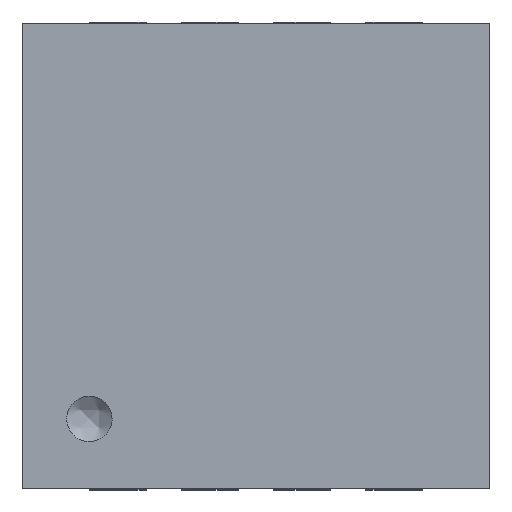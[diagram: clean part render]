
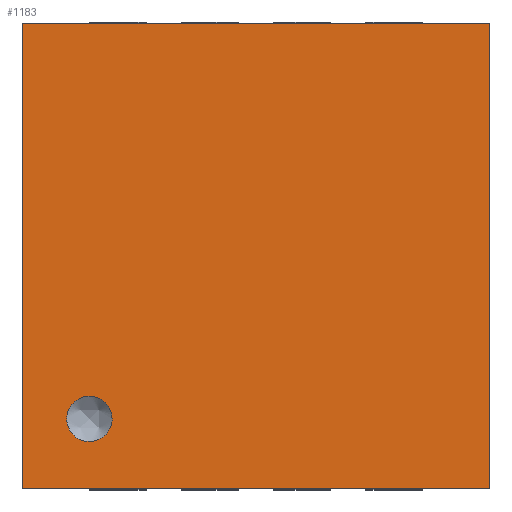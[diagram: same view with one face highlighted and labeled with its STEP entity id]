
A CAD part, top view. The second image highlights one B-rep face of the part: STEP entity #1183.
In plain terms, the highlighted planar face has unit normal (0, 0, 1).
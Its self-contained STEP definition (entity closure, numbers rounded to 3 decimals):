
#9 = CARTESIAN_POINT ( 'NONE',  ( -0.16, 0.5, 0.8 ) ) ;
#14 = CARTESIAN_POINT ( 'NONE',  ( 0.024, 0.659, 0.8 ) ) ;
#21 = CARTESIAN_POINT ( 'NONE',  ( 2.825, 0.01, 0.8 ) ) ;
#28 = CARTESIAN_POINT ( 'NONE',  ( 0.1, 0.626, 0.8 ) ) ;
#34 = VECTOR ( 'NONE', #3159, 1000. ) ;
#73 = DIRECTION ( 'NONE',  ( 0., 0., -1. ) ) ;
#135 = VERTEX_POINT ( 'NONE', #612 ) ;
#158 = LINE ( 'NONE', #1950, #163 ) ;
#159 = CARTESIAN_POINT ( 'NONE',  ( 0.019, 0.34, 0.8 ) ) ;
#163 = VECTOR ( 'NONE', #2167, 1000. ) ;
#175 = CARTESIAN_POINT ( 'NONE',  ( 0.054, 0.348, 0.8 ) ) ;
#181 = CARTESIAN_POINT ( 'NONE',  ( 2.825, 3.29, 0.8 ) ) ;
#259 = CARTESIAN_POINT ( 'NONE',  ( 0.053, 0.652, 0.8 ) ) ;
#274 = CARTESIAN_POINT ( 'NONE',  ( 0.07, 0.645, 0.8 ) ) ;
#322 = CARTESIAN_POINT ( 'NONE',  ( -0.16, 0.5, 0.8 ) ) ;
#338 = CARTESIAN_POINT ( 'NONE',  ( -0.144, 0.43, 0.8 ) ) ;
#386 = DIRECTION ( 'NONE',  ( -1., 0., 0. ) ) ;
#395 = CARTESIAN_POINT ( 'NONE',  ( 0.16, 0.518, 0.8 ) ) ;
#507 = CARTESIAN_POINT ( 'NONE',  ( -0.07, 0.645, 0.8 ) ) ;
#524 = CARTESIAN_POINT ( 'NONE',  ( -0.16, 0.5, 0.8 ) ) ;
#603 = CARTESIAN_POINT ( 'NONE',  ( -0.113, 0.386, 0.8 ) ) ;
#612 = CARTESIAN_POINT ( 'NONE',  ( 0.16, 0.5, 0.8 ) ) ;
#698 = CARTESIAN_POINT ( 'NONE',  ( 0.157, 0.465, 0.8 ) ) ;
#771 = CARTESIAN_POINT ( 'NONE',  ( -0.156, 0.535, 0.8 ) ) ;
#786 = CARTESIAN_POINT ( 'NONE',  ( -0.018, 0.66, 0.8 ) ) ;
#832 = CARTESIAN_POINT ( 'NONE',  ( -0.16, 0.494, 0.8 ) ) ;
#837 = ORIENTED_EDGE ( 'NONE', *, *, #2709, .T. ) ;
#900 = CARTESIAN_POINT ( 'NONE',  ( -0.017, 0.341, 0.8 ) ) ;
#905 = CARTESIAN_POINT ( 'NONE',  ( 0.145, 0.57, 0.8 ) ) ;
#942 = CARTESIAN_POINT ( 'NONE',  ( -0.069, 0.355, 0.8 ) ) ;
#1013 = CARTESIAN_POINT ( 'NONE',  ( -0.086, 0.636, 0.8 ) ) ;
#1031 = CARTESIAN_POINT ( 'NONE',  ( 0.085, 0.636, 0.8 ) ) ;
#1037 = ORIENTED_EDGE ( 'NONE', *, *, #1088, .F. ) ;
#1070 = DIRECTION ( 'NONE',  ( -1., 0., 0. ) ) ;
#1087 = VERTEX_POINT ( 'NONE', #2374 ) ;
#1088 = EDGE_CURVE ( 'NONE', #135, #1140, #2266, .T. ) ;
#1089 = FACE_BOUND ( 'NONE', #3133, .T. ) ;
#1092 = CARTESIAN_POINT ( 'NONE',  ( -0.152, 0.446, 0.8 ) ) ;
#1113 = CARTESIAN_POINT ( 'NONE',  ( 0.157, 0.536, 0.8 ) ) ;
#1140 = VERTEX_POINT ( 'NONE', #9 ) ;
#1143 = CARTESIAN_POINT ( 'NONE',  ( 0.137, 0.416, 0.8 ) ) ;
#1167 = LINE ( 'NONE', #181, #1376 ) ;
#1175 = CARTESIAN_POINT ( 'NONE',  ( 0.152, 0.449, 0.8 ) ) ;
#1180 = ORIENTED_EDGE ( 'NONE', *, *, #1288, .F. ) ;
#1183 = ADVANCED_FACE ( 'NONE', ( #2554, #1089 ), #2825, .F. ) ;
#1259 = CARTESIAN_POINT ( 'NONE',  ( -0.126, 0.6, 0.8 ) ) ;
#1276 = CARTESIAN_POINT ( 'NONE',  ( 0.114, 0.614, 0.8 ) ) ;
#1288 = EDGE_CURVE ( 'NONE', #1140, #135, #1566, .T. ) ;
#1299 = VERTEX_POINT ( 'NONE', #2142 ) ;
#1334 = CARTESIAN_POINT ( 'NONE',  ( -0.475, 0.01, 0.8 ) ) ;
#1376 = VECTOR ( 'NONE', #386, 1000. ) ;
#1441 = CARTESIAN_POINT ( 'NONE',  ( 0.115, 0.387, 0.8 ) ) ;
#1497 = DIRECTION ( 'NONE',  ( 0., 1., 0. ) ) ;
#1501 = VERTEX_POINT ( 'NONE', #2645 ) ;
#1507 = CARTESIAN_POINT ( 'NONE',  ( 0.035, 0.656, 0.8 ) ) ;
#1522 = CARTESIAN_POINT ( 'NONE',  ( 0.136, 0.586, 0.8 ) ) ;
#1527 = VERTEX_POINT ( 'NONE', #2195 ) ;
#1566 = B_SPLINE_CURVE_WITH_KNOTS ( 'NONE', 3,
 ( #322, #832, #1842, #2339, #2584, #1092, #338, #2093, #1860, #603, #1607, #2602, #942, #1952, #2462, #900, #2697, #159, #2201, #175, #2187, #2405, #2682, #1441, #2941, #1143, #2155, #1175, #698, #2957, #3170 ),
 .UNSPECIFIED., .F., .F.,
 ( 4, 3, 3, 3, 3, 3, 3, 3, 3, 3, 4 ),
 ( 0.001, 0.001, 0.001, 0.001, 0.001, 0.001, 0.001, 0.001, 0.001, 0.001, 0.001 ),
 .UNSPECIFIED. ) ;
#1570 = EDGE_CURVE ( 'NONE', #1501, #1527, #2743, .T. ) ;
#1607 = CARTESIAN_POINT ( 'NONE',  ( -0.1, 0.374, 0.8 ) ) ;
#1744 = AXIS2_PLACEMENT_3D ( 'NONE', #1334, #73, #1070 ) ;
#1759 = CARTESIAN_POINT ( 'NONE',  ( -0.053, 0.651, 0.8 ) ) ;
#1778 = CARTESIAN_POINT ( 'NONE',  ( -0.159, 0.524, 0.8 ) ) ;
#1791 = CARTESIAN_POINT ( 'NONE',  ( -0.036, 0.657, 0.8 ) ) ;
#1833 = ORIENTED_EDGE ( 'NONE', *, *, #3065, .T. ) ;
#1842 = CARTESIAN_POINT ( 'NONE',  ( -0.16, 0.488, 0.8 ) ) ;
#1860 = CARTESIAN_POINT ( 'NONE',  ( -0.125, 0.399, 0.8 ) ) ;
#1943 = LINE ( 'NONE', #2160, #34 ) ;
#1950 = CARTESIAN_POINT ( 'NONE',  ( -0.475, 3.29, 0.8 ) ) ;
#1952 = CARTESIAN_POINT ( 'NONE',  ( -0.052, 0.348, 0.8 ) ) ;
#1978 = VECTOR ( 'NONE', #1497, 1000. ) ;
#2018 = CARTESIAN_POINT ( 'NONE',  ( -0.152, 0.553, 0.8 ) ) ;
#2034 = CARTESIAN_POINT ( 'NONE',  ( 0.012, 0.66, 0.8 ) ) ;
#2093 = CARTESIAN_POINT ( 'NONE',  ( -0.136, 0.414, 0.8 ) ) ;
#2142 = CARTESIAN_POINT ( 'NONE',  ( -0.475, 3.29, 0.8 ) ) ;
#2155 = CARTESIAN_POINT ( 'NONE',  ( 0.146, 0.432, 0.8 ) ) ;
#2160 = CARTESIAN_POINT ( 'NONE',  ( -0.475, 0.01, 0.8 ) ) ;
#2167 = DIRECTION ( 'NONE',  ( 0., -1., 0. ) ) ;
#2187 = CARTESIAN_POINT ( 'NONE',  ( 0.071, 0.356, 0.8 ) ) ;
#2195 = CARTESIAN_POINT ( 'NONE',  ( 2.825, 3.29, 0.8 ) ) ;
#2201 = CARTESIAN_POINT ( 'NONE',  ( 0.037, 0.344, 0.8 ) ) ;
#2247 = EDGE_CURVE ( 'NONE', #1087, #1501, #1943, .T. ) ;
#2257 = CARTESIAN_POINT ( 'NONE',  ( -0.145, 0.57, 0.8 ) ) ;
#2266 = B_SPLINE_CURVE_WITH_KNOTS ( 'NONE', 3,
 ( #2899, #395, #1113, #2396, #905, #1522, #2751, #1276, #28, #1031, #274, #259, #1507, #14, #2034, #3028, #786, #1791, #1759, #507, #1013, #2273, #2504, #1259, #3010, #2257, #2018, #771, #1778, #2766, #524 ),
 .UNSPECIFIED., .F., .F.,
 ( 4, 3, 3, 3, 3, 3, 3, 3, 3, 3, 4 ),
 ( 0., 0., 0., 0., 0., 0., 0., 0., 0., 0., 0.001 ),
 .UNSPECIFIED. ) ;
#2273 = CARTESIAN_POINT ( 'NONE',  ( -0.1, 0.625, 0.8 ) ) ;
#2339 = CARTESIAN_POINT ( 'NONE',  ( -0.159, 0.481, 0.8 ) ) ;
#2374 = CARTESIAN_POINT ( 'NONE',  ( -0.475, 0.01, 0.8 ) ) ;
#2396 = CARTESIAN_POINT ( 'NONE',  ( 0.151, 0.553, 0.8 ) ) ;
#2405 = CARTESIAN_POINT ( 'NONE',  ( 0.086, 0.365, 0.8 ) ) ;
#2462 = CARTESIAN_POINT ( 'NONE',  ( -0.035, 0.343, 0.8 ) ) ;
#2504 = CARTESIAN_POINT ( 'NONE',  ( -0.114, 0.614, 0.8 ) ) ;
#2554 = FACE_OUTER_BOUND ( 'NONE', #3130, .T. ) ;
#2584 = CARTESIAN_POINT ( 'NONE',  ( -0.157, 0.464, 0.8 ) ) ;
#2602 = CARTESIAN_POINT ( 'NONE',  ( -0.085, 0.363, 0.8 ) ) ;
#2645 = CARTESIAN_POINT ( 'NONE',  ( 2.825, 0.01, 0.8 ) ) ;
#2682 = CARTESIAN_POINT ( 'NONE',  ( 0.101, 0.375, 0.8 ) ) ;
#2697 = CARTESIAN_POINT ( 'NONE',  ( 0.001, 0.339, 0.8 ) ) ;
#2709 = EDGE_CURVE ( 'NONE', #1299, #1087, #158, .T. ) ;
#2711 = ORIENTED_EDGE ( 'NONE', *, *, #2247, .T. ) ;
#2743 = LINE ( 'NONE', #21, #1978 ) ;
#2751 = CARTESIAN_POINT ( 'NONE',  ( 0.125, 0.6, 0.8 ) ) ;
#2766 = CARTESIAN_POINT ( 'NONE',  ( -0.16, 0.512, 0.8 ) ) ;
#2825 = PLANE ( 'NONE',  #1744 ) ;
#2899 = CARTESIAN_POINT ( 'NONE',  ( 0.16, 0.5, 0.8 ) ) ;
#2941 = CARTESIAN_POINT ( 'NONE',  ( 0.126, 0.401, 0.8 ) ) ;
#2957 = CARTESIAN_POINT ( 'NONE',  ( 0.16, 0.483, 0.8 ) ) ;
#3010 = CARTESIAN_POINT ( 'NONE',  ( -0.136, 0.585, 0.8 ) ) ;
#3028 = CARTESIAN_POINT ( 'NONE',  ( 0., 0.66, 0.8 ) ) ;
#3065 = EDGE_CURVE ( 'NONE', #1527, #1299, #1167, .T. ) ;
#3073 = ORIENTED_EDGE ( 'NONE', *, *, #1570, .T. ) ;
#3130 = EDGE_LOOP ( 'NONE', ( #1833, #837, #2711, #3073 ) ) ;
#3133 = EDGE_LOOP ( 'NONE', ( #1037, #1180 ) ) ;
#3159 = DIRECTION ( 'NONE',  ( 1., 0., 0. ) ) ;
#3170 = CARTESIAN_POINT ( 'NONE',  ( 0.16, 0.5, 0.8 ) ) ;
